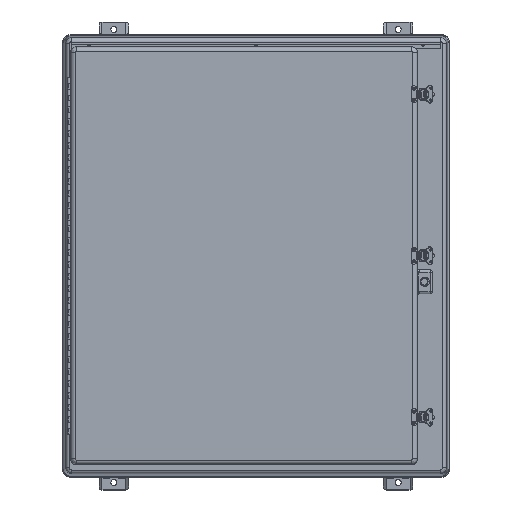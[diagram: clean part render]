
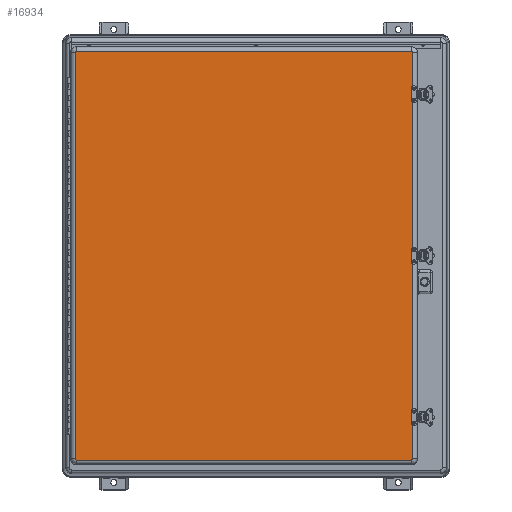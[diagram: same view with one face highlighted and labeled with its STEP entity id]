
A CAD part, top view. The second image highlights one B-rep face of the part: STEP entity #16934.
In plain terms, the highlighted planar face has unit normal (0, 0, 1).
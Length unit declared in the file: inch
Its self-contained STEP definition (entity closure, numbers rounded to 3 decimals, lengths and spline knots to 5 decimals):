
#609=PLANE($,#18316);
#1341=LINE($,#30673,#2664);
#1343=LINE($,#30678,#2666);
#1344=LINE($,#30711,#2667);
#1347=LINE($,#30718,#2670);
#2664=VECTOR($,#21453,28.15625);
#2666=VECTOR($,#21459,34.125);
#2667=VECTOR($,#21476,34.125);
#2670=VECTOR($,#21483,28.15625);
#4485=FACE_OUTER_BOUND($,#5609,.T.);
#5609=EDGE_LOOP($,(#13216,#13217,#13218,#13219,#13220,#13221,#13222,#13223));
#6793=CIRCLE($,#18293,0.10404);
#6799=CIRCLE($,#18301,0.10404);
#6803=CIRCLE($,#18305,0.10404);
#6807=CIRCLE($,#18311,0.10404);
#7950=VERTEX_POINT($,#30663);
#7951=VERTEX_POINT($,#30665);
#7953=VERTEX_POINT($,#30671);
#7954=VERTEX_POINT($,#30676);
#7956=VERTEX_POINT($,#30689);
#7957=VERTEX_POINT($,#30702);
#7960=VERTEX_POINT($,#30709);
#7961=VERTEX_POINT($,#30714);
#9879=EDGE_CURVE($,#7950,#7951,#6793,.T.);
#9883=EDGE_CURVE($,#7953,#7950,#1341,.T.);
#9886=EDGE_CURVE($,#7951,#7954,#1343,.T.);
#9888=EDGE_CURVE($,#7956,#7953,#6799,.T.);
#9892=EDGE_CURVE($,#7954,#7957,#6803,.T.);
#9894=EDGE_CURVE($,#7960,#7956,#1344,.T.);
#9898=EDGE_CURVE($,#7957,#7961,#1347,.T.);
#9900=EDGE_CURVE($,#7961,#7960,#6807,.T.);
#13216=ORIENTED_EDGE($,*,*,#9879,.F.);
#13217=ORIENTED_EDGE($,*,*,#9883,.F.);
#13218=ORIENTED_EDGE($,*,*,#9888,.F.);
#13219=ORIENTED_EDGE($,*,*,#9894,.F.);
#13220=ORIENTED_EDGE($,*,*,#9900,.F.);
#13221=ORIENTED_EDGE($,*,*,#9898,.F.);
#13222=ORIENTED_EDGE($,*,*,#9892,.F.);
#13223=ORIENTED_EDGE($,*,*,#9886,.F.);
#16934=ADVANCED_FACE($,(#4485),#609,.T.);
#18293=AXIS2_PLACEMENT_3D($,#30666,#21443,#21444);
#18301=AXIS2_PLACEMENT_3D($,#30691,#21462,#21463);
#18305=AXIS2_PLACEMENT_3D($,#30706,#21470,#21471);
#18311=AXIS2_PLACEMENT_3D($,#30729,#21486,#21487);
#18316=AXIS2_PLACEMENT_3D($,#30738,#21500,#21501);
#21443=DIRECTION('center_axis',(0.,0.,-1.));
#21444=DIRECTION('ref_axis',(0.707,0.707,0.));
#21453=DIRECTION($,(1.,0.,0.));
#21459=DIRECTION($,(0.,-1.,0.));
#21462=DIRECTION('center_axis',(0.,0.,-1.));
#21463=DIRECTION('ref_axis',(-0.707,0.707,0.));
#21470=DIRECTION('center_axis',(0.,0.,-1.));
#21471=DIRECTION('ref_axis',(0.707,-0.707,0.));
#21476=DIRECTION($,(0.,1.,0.));
#21483=DIRECTION($,(-1.,0.,0.));
#21486=DIRECTION('center_axis',(0.,0.,-1.));
#21487=DIRECTION('ref_axis',(-0.707,-0.707,0.));
#21500=DIRECTION('center_axis',(0.,0.,1.));
#21501=DIRECTION('ref_axis',(1.,0.,0.));
#30663=CARTESIAN_POINT('',(14.07813,17.16654,0.96875));
#30665=CARTESIAN_POINT('',(14.18216,17.0625,0.96875));
#30666=CARTESIAN_POINT('Origin',(14.07813,17.0625,0.96875));
#30671=CARTESIAN_POINT('',(-14.07813,17.16654,0.96875));
#30673=CARTESIAN_POINT($,(-14.07813,17.16654,0.96875));
#30676=CARTESIAN_POINT('',(14.18216,-17.0625,0.96875));
#30678=CARTESIAN_POINT($,(14.18216,17.0625,0.96875));
#30689=CARTESIAN_POINT('',(-14.18216,17.0625,0.96875));
#30691=CARTESIAN_POINT('Origin',(-14.07813,17.0625,0.96875));
#30702=CARTESIAN_POINT('',(14.07813,-17.16654,0.96875));
#30706=CARTESIAN_POINT('Origin',(14.07813,-17.0625,0.96875));
#30709=CARTESIAN_POINT('',(-14.18216,-17.0625,0.96875));
#30711=CARTESIAN_POINT($,(-14.18216,-17.0625,0.96875));
#30714=CARTESIAN_POINT('',(-14.07813,-17.16654,0.96875));
#30718=CARTESIAN_POINT($,(14.07813,-17.16654,0.96875));
#30729=CARTESIAN_POINT('Origin',(-14.07813,-17.0625,0.96875));
#30738=CARTESIAN_POINT('Origin',(0.,0.,0.96875));
